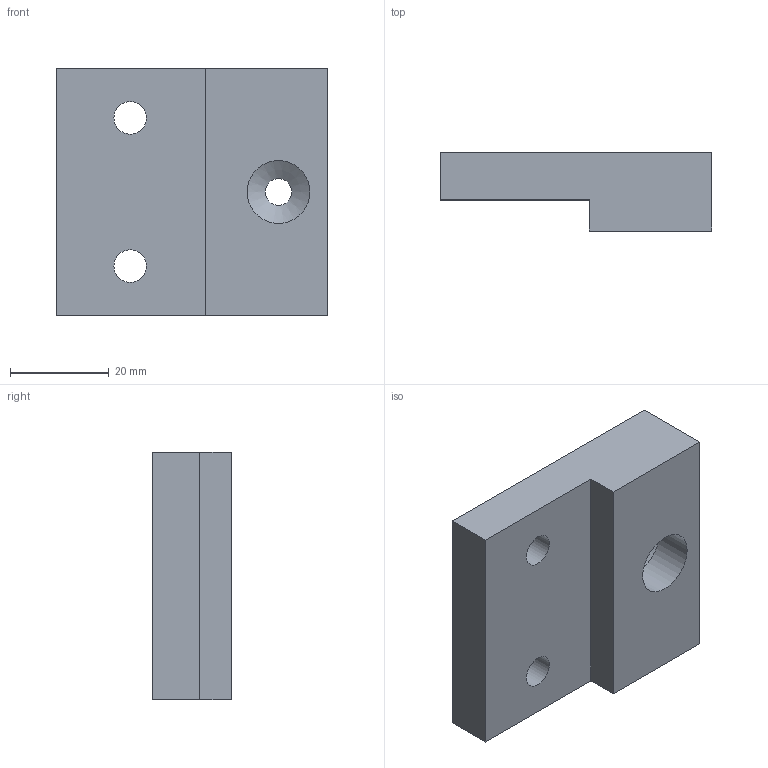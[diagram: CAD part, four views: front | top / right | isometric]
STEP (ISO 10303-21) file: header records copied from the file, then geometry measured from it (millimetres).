
FILE_DESCRIPTION(/* description */ (''),/* implementation_level */ '2;1');
FILE_NAME(/* name */ 'StageCenterBallPlate.stp',/* time_stamp */ '2018-09-23T14:41:15-04:00',/* author */ ('Justine Haupt'),/* organization */ (''),/* preprocessor_version */ 'ST-DEVELOPER v15.6',/* originating_system */ 'Autodesk Inventor 2015',/* authorisation */ '');
FILE_SCHEMA (('AUTOMOTIVE_DESIGN { 1 0 10303 214 3 1 1 }'));
Length unit declared in the file: millimetre
Products named in the file (1): StageCenterBallPlate
Bounding box: 55 x 15.88 x 50 mm (x, y, z)
Volume: 32123.8 mm3; surface area: 9095.5 mm2
Topology: 1 solids, 1 shells, 13 faces, 32 edges, 21 vertices
Faces by surface type: plane 8, cylinder 4, cone 1
Full cylindrical faces by diameter (mm): 5.359 x1, 6.6 x2, 12.71 x1
Entity records: 388 total; most frequent: DIRECTION 62, CARTESIAN_POINT 60, ORIENTED_EDGE 52, EDGE_CURVE 26, EDGE_LOOP 24, AXIS2_PLACEMENT_3D 22, VERTEX_POINT 20, LINE 18
